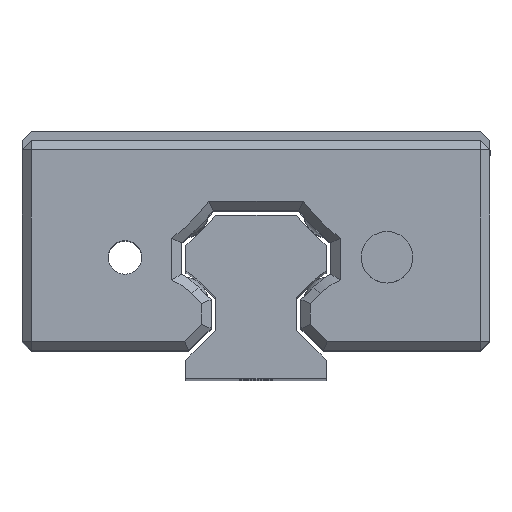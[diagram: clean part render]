
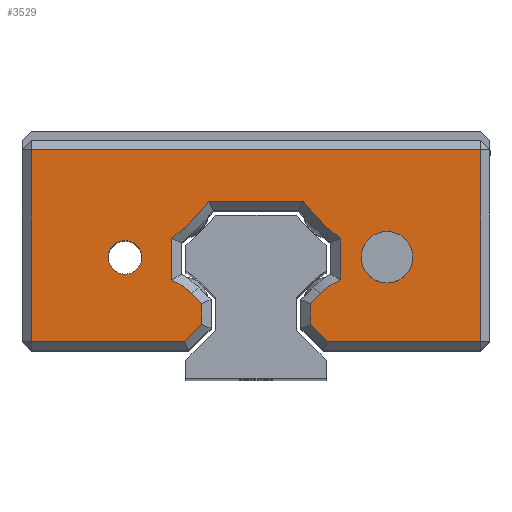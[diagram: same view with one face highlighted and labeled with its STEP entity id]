
A CAD part, top view. The second image highlights one B-rep face of the part: STEP entity #3529.
In plain terms, the highlighted planar face has unit normal (0, 0, 1).
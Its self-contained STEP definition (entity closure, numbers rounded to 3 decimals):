
#349=FACE_BOUND('',#988,.T.);
#350=FACE_BOUND('',#989,.T.);
#490=CIRCLE('',#3969,6.921);
#491=CIRCLE('',#3972,18.234);
#493=CIRCLE('',#3980,18.234);
#495=CIRCLE('',#3988,6.921);
#503=CIRCLE('',#4022,1.8);
#504=CIRCLE('',#4023,1.8);
#727=FACE_OUTER_BOUND('',#987,.T.);
#987=EDGE_LOOP('',(#3113,#3114,#3115,#3116,#3117,#3118,#3119,#3120,#3121,
#3122,#3123,#3124,#3125,#3126,#3127,#3128,#3129,#3130));
#988=EDGE_LOOP('',(#3131));
#989=EDGE_LOOP('',(#3132));
#1180=LINE('',#5885,#1442);
#1188=LINE('',#5916,#1450);
#1199=LINE('',#5954,#1461);
#1205=LINE('',#5970,#1467);
#1211=LINE('',#5987,#1473);
#1213=LINE('',#5991,#1475);
#1217=LINE('',#5999,#1479);
#1219=LINE('',#6002,#1481);
#1221=LINE('',#6005,#1483);
#1226=LINE('',#6014,#1488);
#1229=LINE('',#6020,#1491);
#1232=LINE('',#6026,#1494);
#1235=LINE('',#6032,#1497);
#1237=LINE('',#6035,#1499);
#1442=VECTOR('',#4844,10.);
#1450=VECTOR('',#4864,10.);
#1461=VECTOR('',#4889,10.);
#1467=VECTOR('',#4899,10.);
#1473=VECTOR('',#4915,10.);
#1475=VECTOR('',#4919,10.);
#1479=VECTOR('',#4925,10.);
#1481=VECTOR('',#4929,10.);
#1483=VECTOR('',#4933,10.);
#1488=VECTOR('',#4942,10.);
#1491=VECTOR('',#4947,10.);
#1494=VECTOR('',#4952,10.);
#1497=VECTOR('',#4957,10.);
#1499=VECTOR('',#4961,10.);
#1821=VERTEX_POINT('',#5875);
#1822=VERTEX_POINT('',#5877);
#1823=VERTEX_POINT('',#5884);
#1825=VERTEX_POINT('',#5893);
#1828=VERTEX_POINT('',#5903);
#1832=VERTEX_POINT('',#5915);
#1835=VERTEX_POINT('',#5925);
#1839=VERTEX_POINT('',#5937);
#1843=VERTEX_POINT('',#5949);
#1844=VERTEX_POINT('',#5953);
#1846=VERTEX_POINT('',#5962);
#1851=VERTEX_POINT('',#5978);
#1854=VERTEX_POINT('',#5986);
#1855=VERTEX_POINT('',#5990);
#1858=VERTEX_POINT('',#5998);
#1862=VERTEX_POINT('',#6019);
#1864=VERTEX_POINT('',#6025);
#1866=VERTEX_POINT('',#6031);
#1889=VERTEX_POINT('',#6204);
#1890=VERTEX_POINT('',#6206);
#2207=EDGE_CURVE('',#1821,#1822,#490,.T.);
#2209=EDGE_CURVE('',#1822,#1823,#1180,.T.);
#2212=EDGE_CURVE('',#1823,#1825,#491,.T.);
#2221=EDGE_CURVE('',#1825,#1832,#1188,.T.);
#2230=EDGE_CURVE('',#1832,#1839,#493,.T.);
#2236=EDGE_CURVE('',#1839,#1844,#1199,.T.);
#2243=EDGE_CURVE('',#1846,#1843,#1205,.T.);
#2247=EDGE_CURVE('',#1844,#1851,#495,.T.);
#2251=EDGE_CURVE('',#1851,#1854,#1211,.T.);
#2253=EDGE_CURVE('',#1854,#1855,#1213,.T.);
#2257=EDGE_CURVE('',#1855,#1858,#1217,.T.);
#2259=EDGE_CURVE('',#1858,#1846,#1219,.T.);
#2261=EDGE_CURVE('',#1843,#1835,#1221,.T.);
#2266=EDGE_CURVE('',#1835,#1828,#1226,.T.);
#2269=EDGE_CURVE('',#1828,#1862,#1229,.T.);
#2272=EDGE_CURVE('',#1862,#1864,#1232,.T.);
#2275=EDGE_CURVE('',#1864,#1866,#1235,.T.);
#2277=EDGE_CURVE('',#1866,#1821,#1237,.T.);
#2315=EDGE_CURVE('',#1889,#1889,#503,.T.);
#2316=EDGE_CURVE('',#1890,#1890,#504,.T.);
#3113=ORIENTED_EDGE('',*,*,#2243,.F.);
#3114=ORIENTED_EDGE('',*,*,#2259,.F.);
#3115=ORIENTED_EDGE('',*,*,#2257,.F.);
#3116=ORIENTED_EDGE('',*,*,#2253,.F.);
#3117=ORIENTED_EDGE('',*,*,#2251,.F.);
#3118=ORIENTED_EDGE('',*,*,#2247,.F.);
#3119=ORIENTED_EDGE('',*,*,#2236,.F.);
#3120=ORIENTED_EDGE('',*,*,#2230,.F.);
#3121=ORIENTED_EDGE('',*,*,#2221,.F.);
#3122=ORIENTED_EDGE('',*,*,#2212,.F.);
#3123=ORIENTED_EDGE('',*,*,#2209,.F.);
#3124=ORIENTED_EDGE('',*,*,#2207,.F.);
#3125=ORIENTED_EDGE('',*,*,#2277,.F.);
#3126=ORIENTED_EDGE('',*,*,#2275,.F.);
#3127=ORIENTED_EDGE('',*,*,#2272,.F.);
#3128=ORIENTED_EDGE('',*,*,#2269,.F.);
#3129=ORIENTED_EDGE('',*,*,#2266,.F.);
#3130=ORIENTED_EDGE('',*,*,#2261,.F.);
#3131=ORIENTED_EDGE('',*,*,#2315,.T.);
#3132=ORIENTED_EDGE('',*,*,#2316,.F.);
#3319=PLANE('',#4021);
#3529=ADVANCED_FACE('',(#727,#349,#350),#3319,.T.);
#3969=AXIS2_PLACEMENT_3D('',#5878,#4840,#4841);
#3972=AXIS2_PLACEMENT_3D('',#5894,#4848,#4849);
#3980=AXIS2_PLACEMENT_3D('',#5938,#4878,#4879);
#3988=AXIS2_PLACEMENT_3D('',#5979,#4907,#4908);
#4021=AXIS2_PLACEMENT_3D('',#6203,#5027,#5028);
#4022=AXIS2_PLACEMENT_3D('',#6205,#5029,#5030);
#4023=AXIS2_PLACEMENT_3D('',#6207,#5031,#5032);
#4840=DIRECTION('center_axis',(0.,0.,-1.));
#4841=DIRECTION('ref_axis',(-0.475,0.88,0.));
#4844=DIRECTION('',(0.,1.,0.));
#4848=DIRECTION('center_axis',(0.,0.,-1.));
#4849=DIRECTION('ref_axis',(-0.791,-0.612,0.));
#4864=DIRECTION('',(-1.,0.,0.));
#4878=DIRECTION('center_axis',(0.,0.,-1.));
#4879=DIRECTION('ref_axis',(0.791,-0.612,0.));
#4889=DIRECTION('',(0.,-1.,0.));
#4899=DIRECTION('',(0.,1.,0.));
#4907=DIRECTION('center_axis',(0.,0.,-1.));
#4908=DIRECTION('ref_axis',(0.475,0.88,0.));
#4915=DIRECTION('',(0.707,-0.707,0.));
#4919=DIRECTION('',(0.,-1.,0.));
#4925=DIRECTION('',(-0.707,-0.707,0.));
#4929=DIRECTION('',(-1.,0.,0.));
#4933=DIRECTION('',(1.,0.,0.));
#4942=DIRECTION('',(0.,-1.,0.));
#4947=DIRECTION('',(-1.,0.,0.));
#4952=DIRECTION('',(-0.707,0.707,0.));
#4957=DIRECTION('',(0.,1.,0.));
#4961=DIRECTION('',(0.707,0.707,0.));
#5027=DIRECTION('center_axis',(0.,0.,1.));
#5028=DIRECTION('ref_axis',(1.,0.,0.));
#5029=DIRECTION('center_axis',(0.,0.,-1.));
#5030=DIRECTION('ref_axis',(1.,0.,0.));
#5031=DIRECTION('center_axis',(0.,0.,1.));
#5032=DIRECTION('ref_axis',(-1.,0.,0.));
#5875=CARTESIAN_POINT('',(6.869,9.131,12.));
#5877=CARTESIAN_POINT('',(9.,10.583,12.));
#5878=CARTESIAN_POINT('Origin',(11.762,4.238,12.));
#5884=CARTESIAN_POINT('',(9.,15.043,12.));
#5885=CARTESIAN_POINT('',(9.,14.272,12.));
#5893=CARTESIAN_POINT('',(5.043,19.,12.));
#5894=CARTESIAN_POINT('Origin',(19.762,29.762,12.));
#5903=CARTESIAN_POINT('',(24.,4.,12.));
#5915=CARTESIAN_POINT('',(-5.043,19.,12.));
#5916=CARTESIAN_POINT('',(0.,19.,12.));
#5925=CARTESIAN_POINT('',(24.,24.5,12.));
#5937=CARTESIAN_POINT('',(-9.,15.043,12.));
#5938=CARTESIAN_POINT('Origin',(-19.762,29.762,12.));
#5949=CARTESIAN_POINT('',(-24.,24.5,12.));
#5953=CARTESIAN_POINT('',(-9.,10.583,12.));
#5954=CARTESIAN_POINT('',(-9.,14.272,12.));
#5962=CARTESIAN_POINT('',(-24.,4.,12.));
#5970=CARTESIAN_POINT('',(-24.,9.25,12.));
#5978=CARTESIAN_POINT('',(-6.869,9.131,12.));
#5979=CARTESIAN_POINT('Origin',(-11.762,4.238,12.));
#5986=CARTESIAN_POINT('',(-5.8,8.063,12.));
#5987=CARTESIAN_POINT('',(-6.369,8.631,12.));
#5990=CARTESIAN_POINT('',(-5.8,5.821,12.));
#5991=CARTESIAN_POINT('',(-5.8,11.238,12.));
#5998=CARTESIAN_POINT('',(-7.621,4.,12.));
#5999=CARTESIAN_POINT('',(-2.159,9.462,12.));
#6002=CARTESIAN_POINT('',(12.5,4.,12.));
#6005=CARTESIAN_POINT('',(12.5,24.5,12.));
#6014=CARTESIAN_POINT('',(24.,9.25,12.));
#6019=CARTESIAN_POINT('',(7.621,4.,12.));
#6020=CARTESIAN_POINT('',(-12.5,4.,12.));
#6025=CARTESIAN_POINT('',(5.8,5.821,12.));
#6026=CARTESIAN_POINT('',(2.159,9.462,12.));
#6031=CARTESIAN_POINT('',(5.8,8.063,12.));
#6032=CARTESIAN_POINT('',(5.8,11.238,12.));
#6035=CARTESIAN_POINT('',(6.369,8.631,12.));
#6203=CARTESIAN_POINT('Origin',(0.,14.,12.));
#6204=CARTESIAN_POINT('',(12.2,13.,12.));
#6205=CARTESIAN_POINT('Origin',(14.,13.,12.));
#6206=CARTESIAN_POINT('',(-12.2,13.,12.));
#6207=CARTESIAN_POINT('Origin',(-14.,13.,12.));
